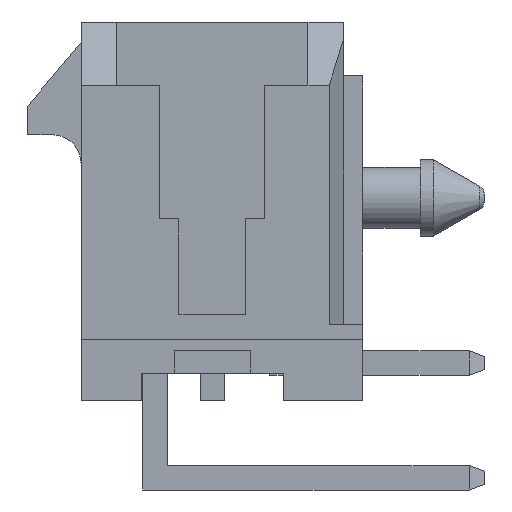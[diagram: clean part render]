
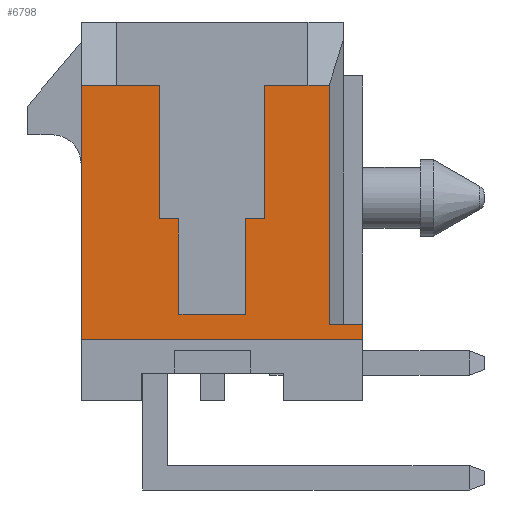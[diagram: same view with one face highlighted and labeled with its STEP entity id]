
A CAD part, left-side view. The second image highlights one B-rep face of the part: STEP entity #6798.
In plain terms, the highlighted planar face has unit normal (-1, 0, 0).
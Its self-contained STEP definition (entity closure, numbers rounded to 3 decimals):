
#1=DIRECTION('',(0.,0.,-1.));
#2=VECTOR('',#1,3.5);
#3=CARTESIAN_POINT('',(-12.325,-1.375,3.3));
#4=LINE('',#3,#2);
#5=DIRECTION('',(0.,1.,0.));
#6=VECTOR('',#5,1.125);
#7=CARTESIAN_POINT('',(-12.325,-2.5,3.3));
#8=LINE('',#7,#6);
#9=DIRECTION('',(0.,-1.,0.));
#10=VECTOR('',#9,0.555);
#11=CARTESIAN_POINT('',(-12.325,-2.5,3.3));
#12=LINE('',#11,#10);
#13=DIRECTION('',(0.,0.,-1.));
#14=VECTOR('',#13,6.26);
#15=CARTESIAN_POINT('',(-12.325,-3.055,3.3));
#16=LINE('',#15,#14);
#17=DIRECTION('',(0.,0.,-1.));
#18=VECTOR('',#17,0.4);
#19=CARTESIAN_POINT('',(-12.325,-3.935,-2.96));
#20=LINE('',#19,#18);
#21=DIRECTION('',(0.,1.,0.));
#22=VECTOR('',#21,7.37);
#23=CARTESIAN_POINT('',(-12.325,-3.935,-3.36));
#24=LINE('',#23,#22);
#25=DIRECTION('',(0.,0.,1.));
#26=VECTOR('',#25,6.66);
#27=CARTESIAN_POINT('',(-12.325,3.435,-3.36));
#28=LINE('',#27,#26);
#29=DIRECTION('',(0.,-1.,0.));
#30=VECTOR('',#29,0.935);
#31=CARTESIAN_POINT('',(-12.325,3.435,3.3));
#32=LINE('',#31,#30);
#33=DIRECTION('',(0.,1.,0.));
#34=VECTOR('',#33,1.125);
#35=CARTESIAN_POINT('',(-12.325,1.375,3.3));
#36=LINE('',#35,#34);
#37=DIRECTION('',(0.,0.,-1.));
#38=VECTOR('',#37,3.5);
#39=CARTESIAN_POINT('',(-12.325,1.375,3.3));
#40=LINE('',#39,#38);
#41=DIRECTION('',(0.,1.,0.));
#42=VECTOR('',#41,0.5);
#43=CARTESIAN_POINT('',(-12.325,0.875,-0.2));
#44=LINE('',#43,#42);
#45=DIRECTION('',(0.,0.,1.));
#46=VECTOR('',#45,2.5);
#47=CARTESIAN_POINT('',(-12.325,0.875,-2.7));
#48=LINE('',#47,#46);
#49=DIRECTION('',(0.,1.,0.));
#50=VECTOR('',#49,1.75);
#51=CARTESIAN_POINT('',(-12.325,-0.875,-2.7));
#52=LINE('',#51,#50);
#53=DIRECTION('',(0.,0.,-1.));
#54=VECTOR('',#53,2.5);
#55=CARTESIAN_POINT('',(-12.325,-0.875,-0.2));
#56=LINE('',#55,#54);
#57=DIRECTION('',(0.,1.,0.));
#58=VECTOR('',#57,0.5);
#59=CARTESIAN_POINT('',(-12.325,-1.375,-0.2));
#60=LINE('',#59,#58);
#3823=DIRECTION('',(0.,1.,0.));
#3824=VECTOR('',#3823,0.88);
#3825=CARTESIAN_POINT('',(-12.325,-3.935,-2.96));
#3826=LINE('',#3825,#3824);
#5166=CARTESIAN_POINT('',(-12.325,3.435,3.3));
#5168=VERTEX_POINT('',#5166);
#5211=CARTESIAN_POINT('',(-12.325,-3.935,-2.96));
#5212=CARTESIAN_POINT('',(-12.325,-3.055,-2.96));
#5213=VERTEX_POINT('',#5211);
#5214=VERTEX_POINT('',#5212);
#5219=CARTESIAN_POINT('',(-12.325,2.5,3.3));
#5220=VERTEX_POINT('',#5219);
#5221=CARTESIAN_POINT('',(-12.325,-2.5,3.3));
#5222=VERTEX_POINT('',#5221);
#5223=CARTESIAN_POINT('',(-12.325,-3.055,3.3));
#5224=VERTEX_POINT('',#5223);
#5463=CARTESIAN_POINT('',(-12.325,-1.375,3.3));
#5464=CARTESIAN_POINT('',(-12.325,-1.375,-0.2));
#5465=VERTEX_POINT('',#5463);
#5466=VERTEX_POINT('',#5464);
#5467=CARTESIAN_POINT('',(-12.325,-0.875,-0.2));
#5468=VERTEX_POINT('',#5467);
#5469=CARTESIAN_POINT('',(-12.325,-0.875,-2.7));
#5470=VERTEX_POINT('',#5469);
#5471=CARTESIAN_POINT('',(-12.325,0.875,-2.7));
#5472=VERTEX_POINT('',#5471);
#5473=CARTESIAN_POINT('',(-12.325,0.875,-0.2));
#5474=VERTEX_POINT('',#5473);
#5475=CARTESIAN_POINT('',(-12.325,1.375,-0.2));
#5476=VERTEX_POINT('',#5475);
#5477=CARTESIAN_POINT('',(-12.325,1.375,3.3));
#5478=VERTEX_POINT('',#5477);
#6393=CARTESIAN_POINT('',(-12.325,-3.935,-3.36));
#6394=CARTESIAN_POINT('',(-12.325,3.435,-3.36));
#6395=VERTEX_POINT('',#6393);
#6396=VERTEX_POINT('',#6394);
#6759=CARTESIAN_POINT('',(-12.325,0.,0.));
#6760=DIRECTION('',(1.,0.,0.));
#6761=DIRECTION('',(0.,0.,-1.));
#6762=AXIS2_PLACEMENT_3D('',#6759,#6760,#6761);
#6763=PLANE('',#6762);
#6765=ORIENTED_EDGE('',*,*,#6764,.F.);
#6767=ORIENTED_EDGE('',*,*,#6766,.F.);
#6769=ORIENTED_EDGE('',*,*,#6768,.T.);
#6771=ORIENTED_EDGE('',*,*,#6770,.T.);
#6773=ORIENTED_EDGE('',*,*,#6772,.F.);
#6775=ORIENTED_EDGE('',*,*,#6774,.T.);
#6777=ORIENTED_EDGE('',*,*,#6776,.T.);
#6779=ORIENTED_EDGE('',*,*,#6778,.T.);
#6781=ORIENTED_EDGE('',*,*,#6780,.T.);
#6783=ORIENTED_EDGE('',*,*,#6782,.F.);
#6785=ORIENTED_EDGE('',*,*,#6784,.T.);
#6787=ORIENTED_EDGE('',*,*,#6786,.F.);
#6789=ORIENTED_EDGE('',*,*,#6788,.F.);
#6791=ORIENTED_EDGE('',*,*,#6790,.F.);
#6793=ORIENTED_EDGE('',*,*,#6792,.F.);
#6795=ORIENTED_EDGE('',*,*,#6794,.F.);
#6796=EDGE_LOOP('',(#6765,#6767,#6769,#6771,#6773,#6775,#6777,#6779,#6781,#6783,
#6785,#6787,#6789,#6791,#6793,#6795));
#6797=FACE_OUTER_BOUND('',#6796,.F.);
#6798=ADVANCED_FACE('',(#6797),#6763,.F.);
#6764=EDGE_CURVE('',#5465,#5466,#4,.T.);
#6766=EDGE_CURVE('',#5222,#5465,#8,.T.);
#6768=EDGE_CURVE('',#5222,#5224,#12,.T.);
#6770=EDGE_CURVE('',#5224,#5214,#16,.T.);
#6772=EDGE_CURVE('',#5213,#5214,#3826,.T.);
#6774=EDGE_CURVE('',#5213,#6395,#20,.T.);
#6776=EDGE_CURVE('',#6395,#6396,#24,.T.);
#6778=EDGE_CURVE('',#6396,#5168,#28,.T.);
#6780=EDGE_CURVE('',#5168,#5220,#32,.T.);
#6782=EDGE_CURVE('',#5478,#5220,#36,.T.);
#6784=EDGE_CURVE('',#5478,#5476,#40,.T.);
#6786=EDGE_CURVE('',#5474,#5476,#44,.T.);
#6788=EDGE_CURVE('',#5472,#5474,#48,.T.);
#6790=EDGE_CURVE('',#5470,#5472,#52,.T.);
#6792=EDGE_CURVE('',#5468,#5470,#56,.T.);
#6794=EDGE_CURVE('',#5466,#5468,#60,.T.);
